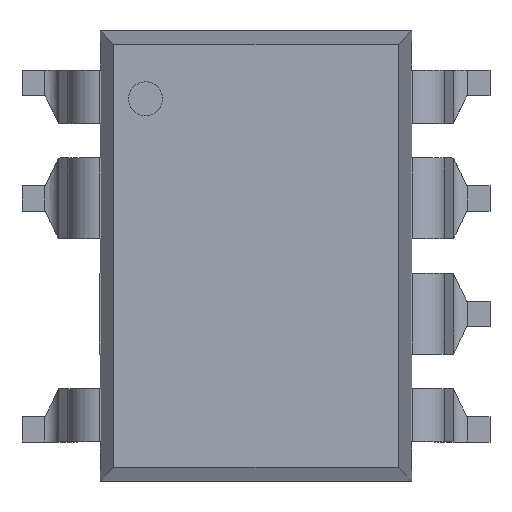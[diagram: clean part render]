
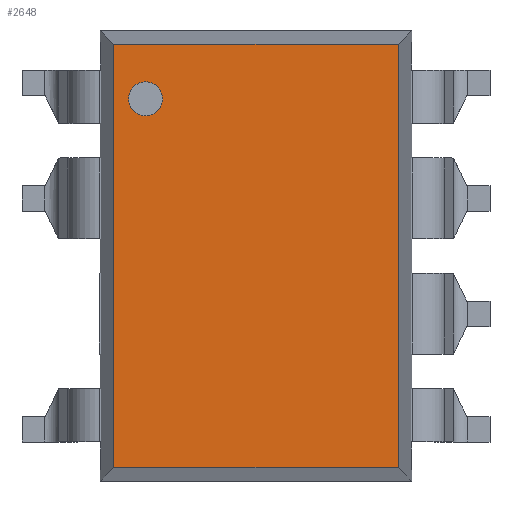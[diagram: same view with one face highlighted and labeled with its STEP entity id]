
A CAD part, top view. The second image highlights one B-rep face of the part: STEP entity #2648.
In plain terms, the highlighted planar face has unit normal (0, 0, 1).
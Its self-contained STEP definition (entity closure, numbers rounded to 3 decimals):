
#2175=CARTESIAN_POINT('',(-3.13,-4.655,5.08));
#2176=VERTEX_POINT('',#2175);
#2183=CARTESIAN_POINT('',(-3.13,4.655,5.08));
#2184=VERTEX_POINT('',#2183);
#2185=CARTESIAN_POINT('',(-3.13,-4.955,5.08));
#2186=DIRECTION('',(0.0,-1.0,0.0));
#2187=VECTOR('',#2186,1.0);
#2188=LINE('',#2185,#2187);
#2189=EDGE_CURVE('n� 137',#2184,#2176,#2188,.T.);
#2379=CARTESIAN_POINT('',(3.13,4.655,5.08));
#2380=VERTEX_POINT('',#2379);
#2387=CARTESIAN_POINT('',(3.13,-4.655,5.08));
#2388=VERTEX_POINT('',#2387);
#2389=CARTESIAN_POINT('',(3.13,-4.955,5.08));
#2390=DIRECTION('',(-0.0,1.0,0.0));
#2391=VECTOR('',#2390,1.0);
#2392=LINE('',#2389,#2391);
#2393=EDGE_CURVE('n� 141',#2388,#2380,#2392,.T.);
#2616=CARTESIAN_POINT('',(-2.805,3.455,5.08));
#2617=VERTEX_POINT('',#2616);
#2618=CARTESIAN_POINT('',(-2.43,3.455,5.08));
#2619=DIRECTION('',(-0.0,-0.0,1.0));
#2620=DIRECTION('',(-1.0,-0.0,-0.0));
#2621=AXIS2_PLACEMENT_3D('',#2618,#2619,#2620);
#2622=CIRCLE('',#2621,0.375);
#2623=EDGE_CURVE('n� 10254',#2617,#2617,#2622,.T.);
#2624=ORIENTED_EDGE('',*,*,#2623,.F.);
#2625=EDGE_LOOP('',(#2624));
#2626=FACE_OUTER_BOUND('',#2625,.T.);
#2627=ORIENTED_EDGE('',*,*,#2189,.T.);
#2628=CARTESIAN_POINT('',(3.43,-4.655,5.08));
#2629=DIRECTION('',(1.0,0.0,0.0));
#2630=VECTOR('',#2629,1.0);
#2631=LINE('',#2628,#2630);
#2632=EDGE_CURVE('n� 144',#2176,#2388,#2631,.T.);
#2633=ORIENTED_EDGE('',*,*,#2632,.T.);
#2634=ORIENTED_EDGE('',*,*,#2393,.T.);
#2635=CARTESIAN_POINT('',(3.43,4.655,5.08));
#2636=DIRECTION('',(-1.0,-0.0,-0.0));
#2637=VECTOR('',#2636,1.0);
#2638=LINE('',#2635,#2637);
#2639=EDGE_CURVE('n� 133',#2380,#2184,#2638,.T.);
#2640=ORIENTED_EDGE('',*,*,#2639,.T.);
#2641=EDGE_LOOP('',(#2627,#2633,#2634,#2640));
#2642=FACE_BOUND('',#2641,.T.);
#2643=CARTESIAN_POINT('',(3.43,-4.955,5.08));
#2644=DIRECTION('',(0.0,0.0,-1.0));
#2645=DIRECTION('',(1.0,0.0,0.0));
#2646=AXIS2_PLACEMENT_3D('',#2643,#2644,#2645);
#2647=PLANE('',#2646);
#2648=ADVANCED_FACE('n� 1',(#2626,#2642),#2647,.F.);
